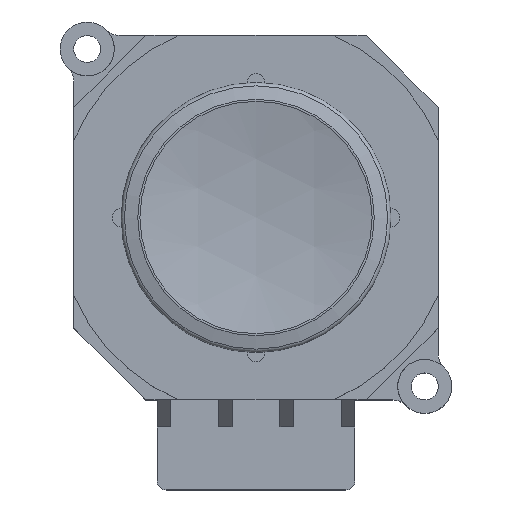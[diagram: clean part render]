
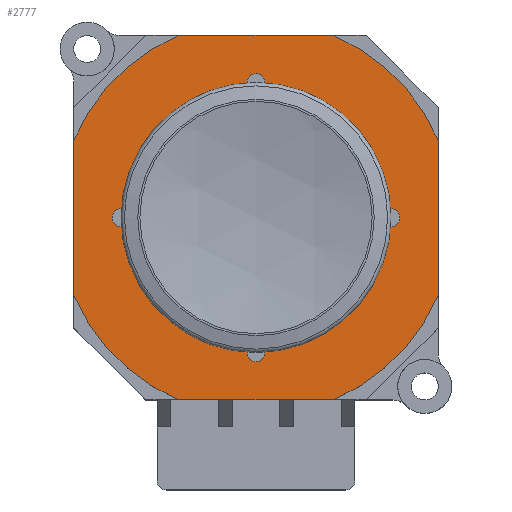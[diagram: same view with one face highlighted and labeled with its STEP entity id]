
A CAD part, top view. The second image highlights one B-rep face of the part: STEP entity #2777.
In plain terms, the highlighted planar face has unit normal (0, 0, 1).
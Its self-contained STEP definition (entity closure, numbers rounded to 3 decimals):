
#68=PLANE('',#3020);
#132=FACE_BOUND('',#363,.T.);
#133=FACE_BOUND('',#364,.T.);
#134=FACE_BOUND('',#365,.T.);
#135=FACE_BOUND('',#366,.T.);
#136=FACE_BOUND('',#367,.T.);
#193=FACE_OUTER_BOUND('',#362,.T.);
#362=EDGE_LOOP('',(#2122,#2123,#2124,#2125,#2126,#2127,#2128,#2129));
#363=EDGE_LOOP('',(#2130));
#364=EDGE_LOOP('',(#2131));
#365=EDGE_LOOP('',(#2132));
#366=EDGE_LOOP('',(#2133));
#367=EDGE_LOOP('',(#2134));
#541=LINE('',#4301,#795);
#605=LINE('',#4450,#859);
#611=LINE('',#4459,#865);
#625=LINE('',#4483,#879);
#795=VECTOR('',#3393,1000.);
#859=VECTOR('',#3505,1000.);
#865=VECTOR('',#3513,1000.);
#879=VECTOR('',#3537,1000.);
#1011=CIRCLE('',#2925,0.5);
#1013=CIRCLE('',#2928,0.5);
#1015=CIRCLE('',#2931,0.5);
#1017=CIRCLE('',#2934,0.5);
#1025=CIRCLE('',#2945,4.5);
#1063=CIRCLE('',#3013,11.);
#1064=CIRCLE('',#3015,11.);
#1065=CIRCLE('',#3017,11.);
#1066=CIRCLE('',#3019,11.);
#1166=VERTEX_POINT('',#4140);
#1168=VERTEX_POINT('',#4146);
#1170=VERTEX_POINT('',#4152);
#1172=VERTEX_POINT('',#4158);
#1185=VERTEX_POINT('',#4194);
#1231=VERTEX_POINT('',#4298);
#1232=VERTEX_POINT('',#4300);
#1292=VERTEX_POINT('',#4447);
#1293=VERTEX_POINT('',#4449);
#1294=VERTEX_POINT('',#4456);
#1295=VERTEX_POINT('',#4458);
#1299=VERTEX_POINT('',#4480);
#1300=VERTEX_POINT('',#4482);
#1436=EDGE_CURVE('',#1166,#1166,#1011,.T.);
#1439=EDGE_CURVE('',#1168,#1168,#1013,.T.);
#1442=EDGE_CURVE('',#1170,#1170,#1015,.T.);
#1445=EDGE_CURVE('',#1172,#1172,#1017,.T.);
#1460=EDGE_CURVE('',#1185,#1185,#1025,.T.);
#1513=EDGE_CURVE('',#1232,#1231,#541,.T.);
#1590=EDGE_CURVE('',#1292,#1293,#605,.T.);
#1596=EDGE_CURVE('',#1295,#1294,#611,.T.);
#1610=EDGE_CURVE('',#1299,#1300,#625,.T.);
#1619=EDGE_CURVE('',#1299,#1293,#1063,.T.);
#1620=EDGE_CURVE('',#1292,#1295,#1064,.T.);
#1621=EDGE_CURVE('',#1294,#1232,#1065,.T.);
#1622=EDGE_CURVE('',#1231,#1300,#1066,.T.);
#2122=ORIENTED_EDGE('',*,*,#1610,.F.);
#2123=ORIENTED_EDGE('',*,*,#1619,.T.);
#2124=ORIENTED_EDGE('',*,*,#1590,.F.);
#2125=ORIENTED_EDGE('',*,*,#1620,.T.);
#2126=ORIENTED_EDGE('',*,*,#1596,.T.);
#2127=ORIENTED_EDGE('',*,*,#1621,.T.);
#2128=ORIENTED_EDGE('',*,*,#1513,.T.);
#2129=ORIENTED_EDGE('',*,*,#1622,.T.);
#2130=ORIENTED_EDGE('',*,*,#1460,.F.);
#2131=ORIENTED_EDGE('',*,*,#1436,.F.);
#2132=ORIENTED_EDGE('',*,*,#1439,.F.);
#2133=ORIENTED_EDGE('',*,*,#1442,.F.);
#2134=ORIENTED_EDGE('',*,*,#1445,.F.);
#2777=ADVANCED_FACE('',(#193,#132,#133,#134,#135,#136),#68,.T.);
#2925=AXIS2_PLACEMENT_3D('',#4142,#3258,#3259);
#2928=AXIS2_PLACEMENT_3D('',#4148,#3265,#3266);
#2931=AXIS2_PLACEMENT_3D('',#4154,#3272,#3273);
#2934=AXIS2_PLACEMENT_3D('',#4160,#3279,#3280);
#2945=AXIS2_PLACEMENT_3D('',#4195,#3306,#3307);
#3013=AXIS2_PLACEMENT_3D('',#4501,#3563,#3564);
#3015=AXIS2_PLACEMENT_3D('',#4503,#3567,#3568);
#3017=AXIS2_PLACEMENT_3D('',#4505,#3571,#3572);
#3019=AXIS2_PLACEMENT_3D('',#4507,#3575,#3576);
#3020=AXIS2_PLACEMENT_3D('',#4508,#3577,#3578);
#3258=DIRECTION('center_axis',(0.,0.,
1.));
#3259=DIRECTION('ref_axis',(1.,0.,0.));
#3265=DIRECTION('center_axis',(0.,0.,
1.));
#3266=DIRECTION('ref_axis',(1.,0.,0.));
#3272=DIRECTION('center_axis',(0.,0.,
1.));
#3273=DIRECTION('ref_axis',(1.,0.,0.));
#3279=DIRECTION('center_axis',(0.,0.,
1.));
#3280=DIRECTION('ref_axis',(1.,0.,0.));
#3306=DIRECTION('center_axis',(0.,0.,
1.));
#3307=DIRECTION('ref_axis',(1.,0.,0.));
#3393=DIRECTION('',(1.,0.,0.));
#3505=DIRECTION('',(1.,0.,0.));
#3513=DIRECTION('',(0.,-1.,0.));
#3537=DIRECTION('',(0.,-1.,0.));
#3563=DIRECTION('center_axis',(0.,0.,
1.));
#3564=DIRECTION('ref_axis',(1.,0.,0.));
#3567=DIRECTION('center_axis',(0.,0.,
1.));
#3568=DIRECTION('ref_axis',(1.,0.,0.));
#3571=DIRECTION('center_axis',(0.,0.,
1.));
#3572=DIRECTION('ref_axis',(1.,0.,0.));
#3575=DIRECTION('center_axis',(0.,0.,
1.));
#3576=DIRECTION('ref_axis',(1.,0.,0.));
#3577=DIRECTION('center_axis',(0.,0.,
1.));
#3578=DIRECTION('ref_axis',(1.,0.,0.));
#4140=CARTESIAN_POINT('',(0.761,1.705,4.35));
#4142=CARTESIAN_POINT('Origin',(1.261,1.705,4.35));
#4146=CARTESIAN_POINT('',(-14.239,1.705,4.35));
#4148=CARTESIAN_POINT('Origin',(-13.739,1.705,4.35));
#4152=CARTESIAN_POINT('',(-6.739,-5.795,4.35));
#4154=CARTESIAN_POINT('Origin',(-6.239,-5.795,4.35));
#4158=CARTESIAN_POINT('',(-6.739,9.205,4.35));
#4160=CARTESIAN_POINT('Origin',(-6.239,9.205,4.35));
#4194=CARTESIAN_POINT('',(-1.739,1.705,4.35));
#4195=CARTESIAN_POINT('Origin',(-6.239,1.705,4.35));
#4298=CARTESIAN_POINT('',(-1.939,-8.42,4.35));
#4300=CARTESIAN_POINT('',(-10.538,-8.42,4.35));
#4301=CARTESIAN_POINT('',(0.,-8.42,4.35));
#4447=CARTESIAN_POINT('',(-10.538,11.83,4.35));
#4449=CARTESIAN_POINT('',(-1.939,11.83,4.35));
#4450=CARTESIAN_POINT('',(0.,11.83,4.35));
#4456=CARTESIAN_POINT('',(-16.364,-2.595,4.35));
#4458=CARTESIAN_POINT('',(-16.364,6.004,4.35));
#4459=CARTESIAN_POINT('',(-16.364,0.,4.35));
#4480=CARTESIAN_POINT('',(3.886,6.004,4.35));
#4482=CARTESIAN_POINT('',(3.886,-2.595,4.35));
#4483=CARTESIAN_POINT('',(3.886,0.,4.35));
#4501=CARTESIAN_POINT('Origin',(-6.239,1.705,4.35));
#4503=CARTESIAN_POINT('Origin',(-6.239,1.705,4.35));
#4505=CARTESIAN_POINT('Origin',(-6.239,1.705,4.35));
#4507=CARTESIAN_POINT('Origin',(-6.239,1.705,4.35));
#4508=CARTESIAN_POINT('Origin',(0.,0.,
4.35));
